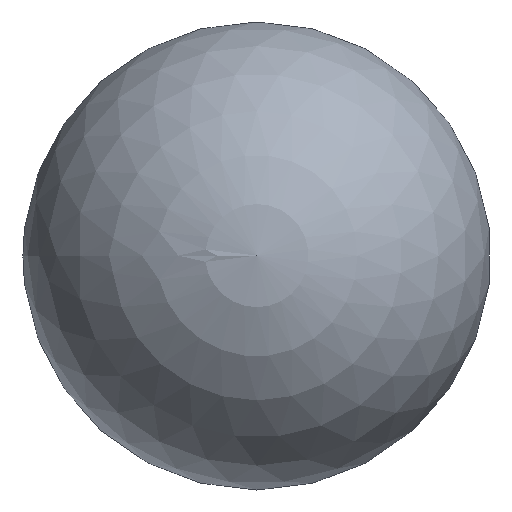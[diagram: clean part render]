
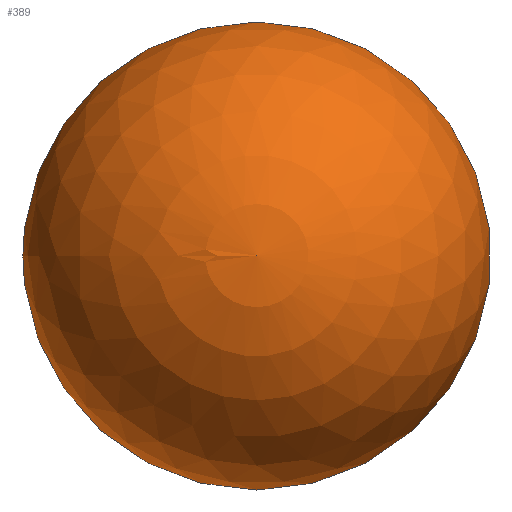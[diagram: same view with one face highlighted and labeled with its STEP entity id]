
A CAD part, top view. The second image highlights one B-rep face of the part: STEP entity #389.
In plain terms, the highlighted spherical face has radius 30.5 mm.
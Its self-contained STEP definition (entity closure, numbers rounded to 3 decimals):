
#15=SPHERICAL_SURFACE('',#446,30.5);
#50=FACE_OUTER_BOUND('',#73,.T.);
#73=EDGE_LOOP('',(#350,#351,#352,#353));
#95=CIRCLE('',#443,24.238);
#97=CIRCLE('',#445,24.238);
#98=CIRCLE('',#447,30.5);
#181=VERTEX_POINT('',#1964);
#182=VERTEX_POINT('',#1965);
#183=VERTEX_POINT('',#1970);
#237=EDGE_CURVE('',#181,#182,#95,.T.);
#239=EDGE_CURVE('',#182,#181,#97,.T.);
#240=EDGE_CURVE('',#183,#181,#98,.T.);
#350=ORIENTED_EDGE('',*,*,#237,.F.);
#351=ORIENTED_EDGE('',*,*,#240,.F.);
#352=ORIENTED_EDGE('',*,*,#240,.T.);
#353=ORIENTED_EDGE('',*,*,#239,.F.);
#389=ADVANCED_FACE('',(#50),#15,.T.);
#443=AXIS2_PLACEMENT_3D('',#1966,#536,#537);
#445=AXIS2_PLACEMENT_3D('',#1968,#540,#541);
#446=AXIS2_PLACEMENT_3D('',#1969,#542,#543);
#447=AXIS2_PLACEMENT_3D('',#1971,#544,#545);
#536=DIRECTION('center_axis',(0.,0.,-1.));
#537=DIRECTION('ref_axis',(1.,0.,0.));
#540=DIRECTION('center_axis',(0.,0.,-1.));
#541=DIRECTION('ref_axis',(1.,0.,0.));
#542=DIRECTION('center_axis',(0.,0.,1.));
#543=DIRECTION('ref_axis',(1.,0.,0.));
#544=DIRECTION('center_axis',(0.,-1.,0.));
#545=DIRECTION('ref_axis',(-1.,0.,0.));
#1964=CARTESIAN_POINT('',(-24.238,0.,41.487));
#1965=CARTESIAN_POINT('',(24.238,0.,41.487));
#1966=CARTESIAN_POINT('Origin',(0.,0.,41.487));
#1968=CARTESIAN_POINT('Origin',(0.,0.,41.487));
#1969=CARTESIAN_POINT('Origin',(0.,0.,60.));
#1970=CARTESIAN_POINT('',(0.,0.,90.5));
#1971=CARTESIAN_POINT('Origin',(0.,0.,60.));
